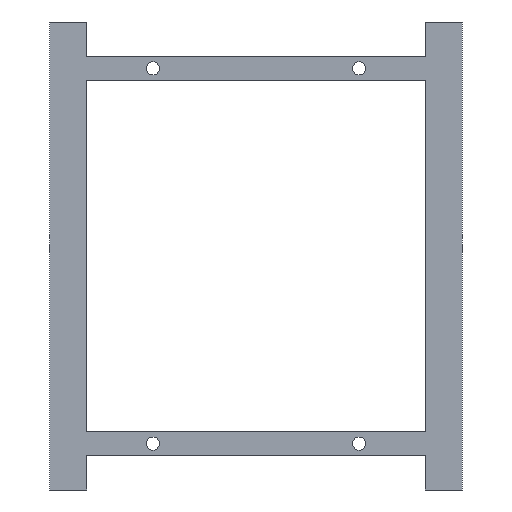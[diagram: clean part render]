
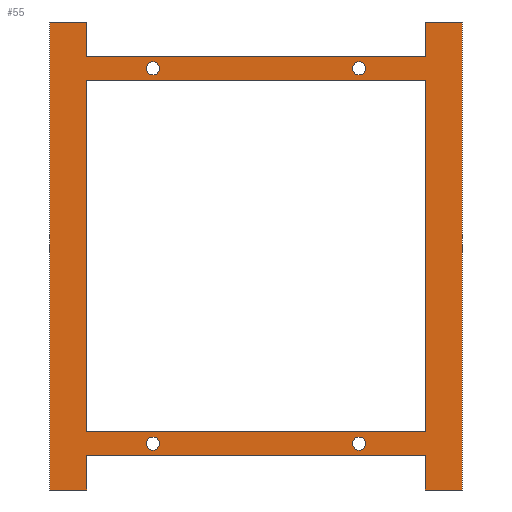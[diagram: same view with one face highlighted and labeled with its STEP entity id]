
A CAD part, left-side view. The second image highlights one B-rep face of the part: STEP entity #55.
In plain terms, the highlighted planar face has unit normal (-1, 0, 0).
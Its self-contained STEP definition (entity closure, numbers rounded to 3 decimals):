
#55=ADVANCED_FACE('',(#132,#134,#136,#138,#140,#142),#144,.T.);
#132=FACE_BOUND('',#133,.T.);
#133=EDGE_LOOP('',(#587,#588,#589,#590,#591,#592,#593,#594,#595,#596,#597,#598));
#134=FACE_BOUND('',#135,.T.);
#135=EDGE_LOOP('',(#599));
#136=FACE_BOUND('',#137,.T.);
#137=EDGE_LOOP('',(#600));
#138=FACE_BOUND('',#139,.T.);
#139=EDGE_LOOP('',(#601));
#140=FACE_BOUND('',#141,.T.);
#141=EDGE_LOOP('',(#602));
#142=FACE_BOUND('',#143,.T.);
#143=EDGE_LOOP('',(#603,#604,#605,#606));
#144=PLANE('',#145);
#145=AXIS2_PLACEMENT_3D('',#146,#147,#148);
#146=CARTESIAN_POINT('',(-9.,-41.,0.));
#147=DIRECTION('',(-1.,0.,0.));
#148=DIRECTION('',(0.,-1.,0.));
#587=ORIENTED_EDGE('',*,*,#851,.T.);
#588=ORIENTED_EDGE('',*,*,#852,.T.);
#589=ORIENTED_EDGE('',*,*,#853,.F.);
#590=ORIENTED_EDGE('',*,*,#854,.F.);
#591=ORIENTED_EDGE('',*,*,#855,.T.);
#592=ORIENTED_EDGE('',*,*,#856,.T.);
#593=ORIENTED_EDGE('',*,*,#857,.F.);
#594=ORIENTED_EDGE('',*,*,#858,.F.);
#595=ORIENTED_EDGE('',*,*,#859,.T.);
#596=ORIENTED_EDGE('',*,*,#860,.T.);
#597=ORIENTED_EDGE('',*,*,#861,.F.);
#598=ORIENTED_EDGE('',*,*,#862,.F.);
#599=ORIENTED_EDGE('',*,*,#863,.T.);
#600=ORIENTED_EDGE('',*,*,#864,.T.);
#601=ORIENTED_EDGE('',*,*,#865,.T.);
#602=ORIENTED_EDGE('',*,*,#866,.T.);
#603=ORIENTED_EDGE('',*,*,#867,.F.);
#604=ORIENTED_EDGE('',*,*,#868,.T.);
#605=ORIENTED_EDGE('',*,*,#869,.T.);
#606=ORIENTED_EDGE('',*,*,#870,.F.);
#851=EDGE_CURVE('',#995,#996,#997,.T.);
#852=EDGE_CURVE('',#996,#998,#999,.T.);
#853=EDGE_CURVE('',#1000,#998,#1001,.T.);
#854=EDGE_CURVE('',#1002,#1000,#1003,.T.);
#855=EDGE_CURVE('',#1002,#1004,#1005,.T.);
#856=EDGE_CURVE('',#1004,#1006,#1007,.T.);
#857=EDGE_CURVE('',#1008,#1006,#1009,.T.);
#858=EDGE_CURVE('',#1010,#1008,#1011,.T.);
#859=EDGE_CURVE('',#1010,#1012,#1013,.T.);
#860=EDGE_CURVE('',#1012,#1014,#1015,.T.);
#861=EDGE_CURVE('',#1016,#1014,#1017,.T.);
#862=EDGE_CURVE('',#995,#1016,#1018,.T.);
#863=EDGE_CURVE('',#1019,#1019,#1020,.F.);
#864=EDGE_CURVE('',#1021,#1021,#1022,.F.);
#865=EDGE_CURVE('',#1023,#1023,#1024,.F.);
#866=EDGE_CURVE('',#1025,#1025,#1026,.F.);
#867=EDGE_CURVE('',#1027,#1028,#1029,.T.);
#868=EDGE_CURVE('',#1027,#1030,#1031,.T.);
#869=EDGE_CURVE('',#1030,#1032,#1033,.T.);
#870=EDGE_CURVE('',#1028,#1032,#1034,.T.);
#995=VERTEX_POINT('',#1247);
#996=VERTEX_POINT('',#1248);
#997=LINE('',#1249,#1250);
#998=VERTEX_POINT('',#1252);
#999=LINE('',#1253,#1254);
#1000=VERTEX_POINT('',#1256);
#1001=LINE('',#1257,#1258);
#1002=VERTEX_POINT('',#1260);
#1003=LINE('',#1261,#1262);
#1004=VERTEX_POINT('',#1264);
#1005=LINE('',#1265,#1266);
#1006=VERTEX_POINT('',#1268);
#1007=LINE('',#1269,#1270);
#1008=VERTEX_POINT('',#1272);
#1009=LINE('',#1273,#1274);
#1010=VERTEX_POINT('',#1276);
#1011=LINE('',#1277,#1278);
#1012=VERTEX_POINT('',#1280);
#1013=LINE('',#1281,#1282);
#1014=VERTEX_POINT('',#1284);
#1015=LINE('',#1285,#1286);
#1016=VERTEX_POINT('',#1288);
#1017=LINE('',#1289,#1290);
#1018=LINE('',#1292,#1293);
#1019=VERTEX_POINT('',#1295);
#1020=CIRCLE('',#1296,1.6);
#1021=VERTEX_POINT('',#1300);
#1022=CIRCLE('',#1301,1.6);
#1023=VERTEX_POINT('',#1305);
#1024=CIRCLE('',#1306,1.6);
#1025=VERTEX_POINT('',#1310);
#1026=CIRCLE('',#1311,1.6);
#1027=VERTEX_POINT('',#1315);
#1028=VERTEX_POINT('',#1316);
#1029=LINE('',#1317,#1318);
#1030=VERTEX_POINT('',#1320);
#1031=LINE('',#1321,#1322);
#1032=VERTEX_POINT('',#1324);
#1033=LINE('',#1325,#1326);
#1034=LINE('',#1328,#1329);
#1247=CARTESIAN_POINT('',(-9.,-41.,0.));
#1248=CARTESIAN_POINT('',(-9.,-50.,0.));
#1249=CARTESIAN_POINT('',(-9.,-41.,0.));
#1250=VECTOR('',#1251,1.);
#1251=DIRECTION('',(0.,-1.,0.));
#1252=CARTESIAN_POINT('',(-9.,-50.,113.5));
#1253=CARTESIAN_POINT('',(-9.,-50.,0.));
#1254=VECTOR('',#1255,1.);
#1255=DIRECTION('',(0.,0.,1.));
#1256=CARTESIAN_POINT('',(-9.,-41.,113.5));
#1257=CARTESIAN_POINT('',(-9.,-41.,113.5));
#1258=VECTOR('',#1259,1.);
#1259=DIRECTION('',(0.,-1.,0.));
#1260=CARTESIAN_POINT('',(-9.,-41.,105.25));
#1261=CARTESIAN_POINT('',(-9.,-41.,105.25));
#1262=VECTOR('',#1263,1.);
#1263=DIRECTION('',(0.,0.,1.));
#1264=CARTESIAN_POINT('',(-9.,41.,105.25));
#1265=CARTESIAN_POINT('',(-9.,-41.,105.25));
#1266=VECTOR('',#1267,1.);
#1267=DIRECTION('',(0.,1.,0.));
#1268=CARTESIAN_POINT('',(-9.,41.,113.5));
#1269=CARTESIAN_POINT('',(-9.,41.,105.25));
#1270=VECTOR('',#1271,1.);
#1271=DIRECTION('',(0.,0.,1.));
#1272=CARTESIAN_POINT('',(-9.,50.,113.5));
#1273=CARTESIAN_POINT('',(-9.,50.,113.5));
#1274=VECTOR('',#1275,1.);
#1275=DIRECTION('',(0.,-1.,0.));
#1276=CARTESIAN_POINT('',(-9.,50.,0.));
#1277=CARTESIAN_POINT('',(-9.,50.,0.));
#1278=VECTOR('',#1279,1.);
#1279=DIRECTION('',(0.,0.,1.));
#1280=CARTESIAN_POINT('',(-9.,41.,0.));
#1281=CARTESIAN_POINT('',(-9.,50.,0.));
#1282=VECTOR('',#1283,1.);
#1283=DIRECTION('',(0.,-1.,0.));
#1284=CARTESIAN_POINT('',(-9.,41.,8.25));
#1285=CARTESIAN_POINT('',(-9.,41.,0.));
#1286=VECTOR('',#1287,1.);
#1287=DIRECTION('',(0.,0.,1.));
#1288=CARTESIAN_POINT('',(-9.,-41.,8.25));
#1289=CARTESIAN_POINT('',(-9.,-41.,8.25));
#1290=VECTOR('',#1291,1.);
#1291=DIRECTION('',(0.,1.,0.));
#1292=CARTESIAN_POINT('',(-9.,-41.,0.));
#1293=VECTOR('',#1294,1.);
#1294=DIRECTION('',(0.,0.,1.));
#1295=CARTESIAN_POINT('',(-9.,26.6,11.25));
#1296=AXIS2_PLACEMENT_3D('',#1297,#1298,#1299);
#1297=CARTESIAN_POINT('',(-9.,25.,11.25));
#1298=DIRECTION('',(-1.,0.,0.));
#1299=DIRECTION('',(0.,1.,0.));
#1300=CARTESIAN_POINT('',(-9.,26.6,102.25));
#1301=AXIS2_PLACEMENT_3D('',#1302,#1303,#1304);
#1302=CARTESIAN_POINT('',(-9.,25.,102.25));
#1303=DIRECTION('',(-1.,0.,0.));
#1304=DIRECTION('',(0.,1.,0.));
#1305=CARTESIAN_POINT('',(-9.,-23.4,11.25));
#1306=AXIS2_PLACEMENT_3D('',#1307,#1308,#1309);
#1307=CARTESIAN_POINT('',(-9.,-25.,11.25));
#1308=DIRECTION('',(-1.,0.,0.));
#1309=DIRECTION('',(0.,1.,0.));
#1310=CARTESIAN_POINT('',(-9.,-23.4,102.25));
#1311=AXIS2_PLACEMENT_3D('',#1312,#1313,#1314);
#1312=CARTESIAN_POINT('',(-9.,-25.,102.25));
#1313=DIRECTION('',(-1.,0.,0.));
#1314=DIRECTION('',(0.,1.,0.));
#1315=CARTESIAN_POINT('',(-9.,-41.,14.25));
#1316=CARTESIAN_POINT('',(-9.,-41.,99.25));
#1317=CARTESIAN_POINT('',(-9.,-41.,14.25));
#1318=VECTOR('',#1319,1.);
#1319=DIRECTION('',(0.,0.,1.));
#1320=CARTESIAN_POINT('',(-9.,41.,14.25));
#1321=CARTESIAN_POINT('',(-9.,-41.,14.25));
#1322=VECTOR('',#1323,1.);
#1323=DIRECTION('',(0.,1.,0.));
#1324=CARTESIAN_POINT('',(-9.,41.,99.25));
#1325=CARTESIAN_POINT('',(-9.,41.,14.25));
#1326=VECTOR('',#1327,1.);
#1327=DIRECTION('',(0.,0.,1.));
#1328=CARTESIAN_POINT('',(-9.,-41.,99.25));
#1329=VECTOR('',#1330,1.);
#1330=DIRECTION('',(0.,1.,0.));
